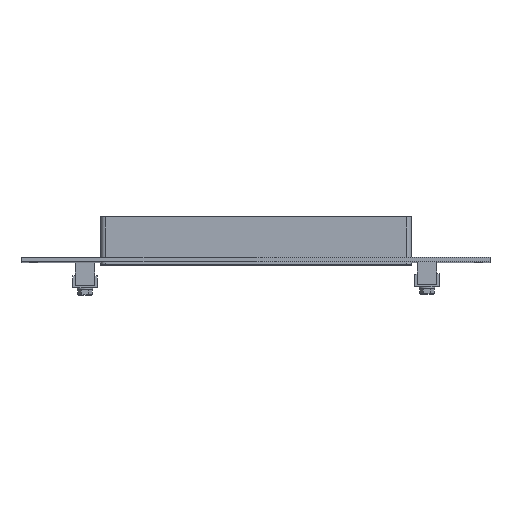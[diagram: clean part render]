
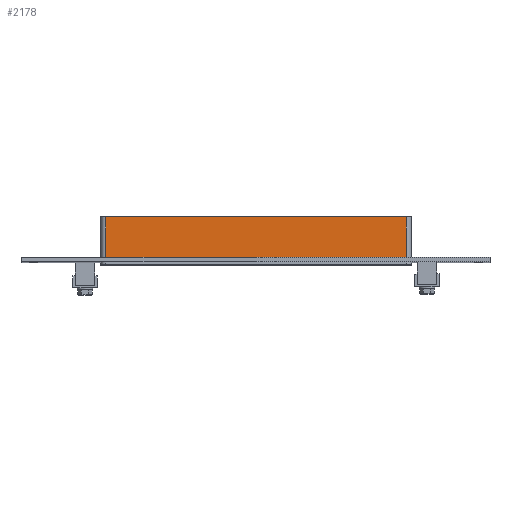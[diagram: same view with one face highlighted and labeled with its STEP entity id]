
A CAD part, top view. The second image highlights one B-rep face of the part: STEP entity #2178.
In plain terms, the highlighted planar face has unit normal (0, 0, 1).
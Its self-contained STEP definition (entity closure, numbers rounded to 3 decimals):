
#1312=CARTESIAN_POINT('',(-190.75,57.0,290.0));
#1313=VERTEX_POINT('',#1312);
#1321=CARTESIAN_POINT('',(190.75,57.0,290.0));
#1322=VERTEX_POINT('',#1321);
#1323=CARTESIAN_POINT('',(-190.75,57.0,290.0));
#1324=DIRECTION('',(1.0,0.0,0.0));
#1325=VECTOR('',#1324,381.5);
#1326=LINE('',#1323,#1325);
#1327=EDGE_CURVE('',#1313,#1322,#1326,.T.);
#1623=CARTESIAN_POINT('',(-190.75,6.,290.0));
#1624=VERTEX_POINT('',#1623);
#1674=CARTESIAN_POINT('',(190.75,6.,290.0));
#1675=VERTEX_POINT('',#1674);
#1683=CARTESIAN_POINT('',(-190.75,6.,290.0));
#1684=DIRECTION('',(1.0,0.0,0.0));
#1685=VECTOR('',#1684,381.5);
#1686=LINE('',#1683,#1685);
#1687=EDGE_CURVE('',#1624,#1675,#1686,.T.);
#2151=CARTESIAN_POINT('',(-190.75,6.,290.0));
#2152=DIRECTION('',(0.0,1.0,0.0));
#2153=VECTOR('',#2152,51.0);
#2154=LINE('',#2151,#2153);
#2155=EDGE_CURVE('',#1624,#1313,#2154,.T.);
#2162=CARTESIAN_POINT('',(-196.75,0.0,290.0));
#2163=DIRECTION('',(0.0,0.0,1.0));
#2164=DIRECTION('',(1.0,0.0,0.0));
#2165=AXIS2_PLACEMENT_3D('',#2162,#2163,#2164);
#2166=PLANE('',#2165);
#2167=ORIENTED_EDGE('',*,*,#1687,.T.);
#2168=CARTESIAN_POINT('',(190.75,57.0,290.0));
#2169=DIRECTION('',(0.0,-1.0,0.0));
#2170=VECTOR('',#2169,51.0);
#2171=LINE('',#2168,#2170);
#2172=EDGE_CURVE('',#1322,#1675,#2171,.T.);
#2173=ORIENTED_EDGE('',*,*,#2172,.F.);
#2174=ORIENTED_EDGE('',*,*,#1327,.F.);
#2175=ORIENTED_EDGE('',*,*,#2155,.F.);
#2176=EDGE_LOOP('',(#2167,#2173,#2174,#2175));
#2177=FACE_OUTER_BOUND('',#2176,.T.);
#2178=ADVANCED_FACE('',(#2177),#2166,.T.);
